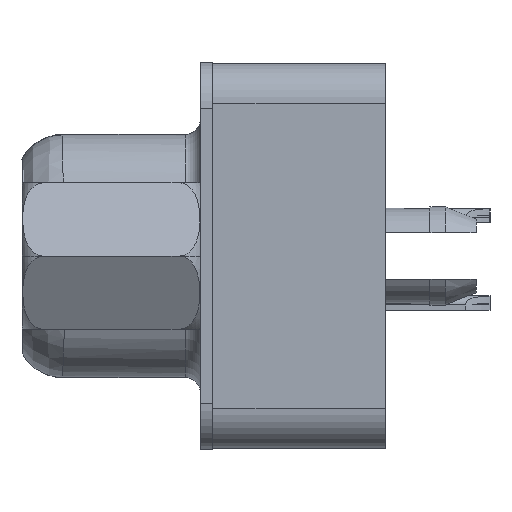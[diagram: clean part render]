
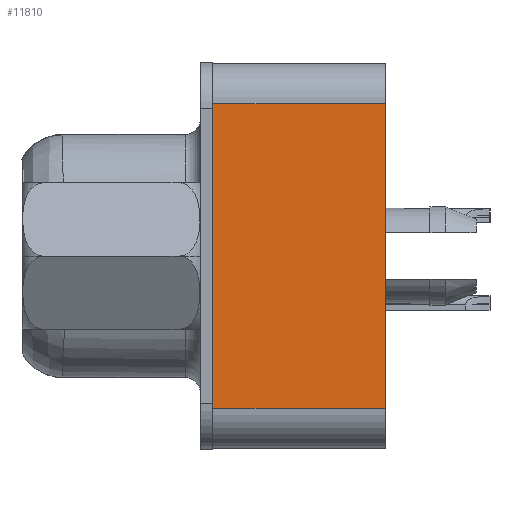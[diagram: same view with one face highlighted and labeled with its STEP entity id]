
A CAD part, left-side view. The second image highlights one B-rep face of the part: STEP entity #11810.
In plain terms, the highlighted planar face has unit normal (-1, 0, 0).
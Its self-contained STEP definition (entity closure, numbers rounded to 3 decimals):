
#142=DIRECTION('',(0.,0.,1.));
#143=VECTOR('',#142,9.9);
#144=CARTESIAN_POINT('',(-19.6,0.,-4.95));
#145=LINE('',#144,#143);
#440=DIRECTION('',(0.,0.,1.));
#441=VECTOR('',#440,9.9);
#442=CARTESIAN_POINT('',(-19.6,5.6,-4.95));
#443=LINE('',#442,#441);
#3733=DIRECTION('',(0.,-1.,0.));
#3734=VECTOR('',#3733,5.6);
#3735=CARTESIAN_POINT('',(-19.6,5.6,-4.95));
#3736=LINE('',#3735,#3734);
#3742=DIRECTION('',(0.,-1.,0.));
#3743=VECTOR('',#3742,5.6);
#3744=CARTESIAN_POINT('',(-19.6,5.6,4.95));
#3745=LINE('',#3744,#3743);
#5120=CARTESIAN_POINT('',(-19.6,5.6,4.95));
#5121=CARTESIAN_POINT('',(-19.6,0.,4.95));
#5122=VERTEX_POINT('',#5120);
#5123=VERTEX_POINT('',#5121);
#5132=CARTESIAN_POINT('',(-19.6,5.6,-4.95));
#5133=VERTEX_POINT('',#5132);
#5134=CARTESIAN_POINT('',(-19.6,0.,-4.95));
#5135=VERTEX_POINT('',#5134);
#11798=CARTESIAN_POINT('',(-19.6,0.,-6.25));
#11799=DIRECTION('',(-1.,0.,0.));
#11800=DIRECTION('',(0.,0.,1.));
#11801=AXIS2_PLACEMENT_3D('',#11798,#11799,#11800);
#11802=PLANE('',#11801);
#11804=ORIENTED_EDGE('',*,*,#11803,.T.);
#11805=ORIENTED_EDGE('',*,*,#6753,.F.);
#11806=ORIENTED_EDGE('',*,*,#11792,.F.);
#11807=ORIENTED_EDGE('',*,*,#7076,.T.);
#11808=EDGE_LOOP('',(#11804,#11805,#11806,#11807));
#11809=FACE_OUTER_BOUND('',#11808,.F.);
#6753=EDGE_CURVE('',#5135,#5123,#145,.T.);
#7076=EDGE_CURVE('',#5133,#5122,#443,.T.);
#11792=EDGE_CURVE('',#5133,#5135,#3736,.T.);
#11803=EDGE_CURVE('',#5122,#5123,#3745,.T.);
#11810=ADVANCED_FACE('',(#11809),#11802,.T.);
